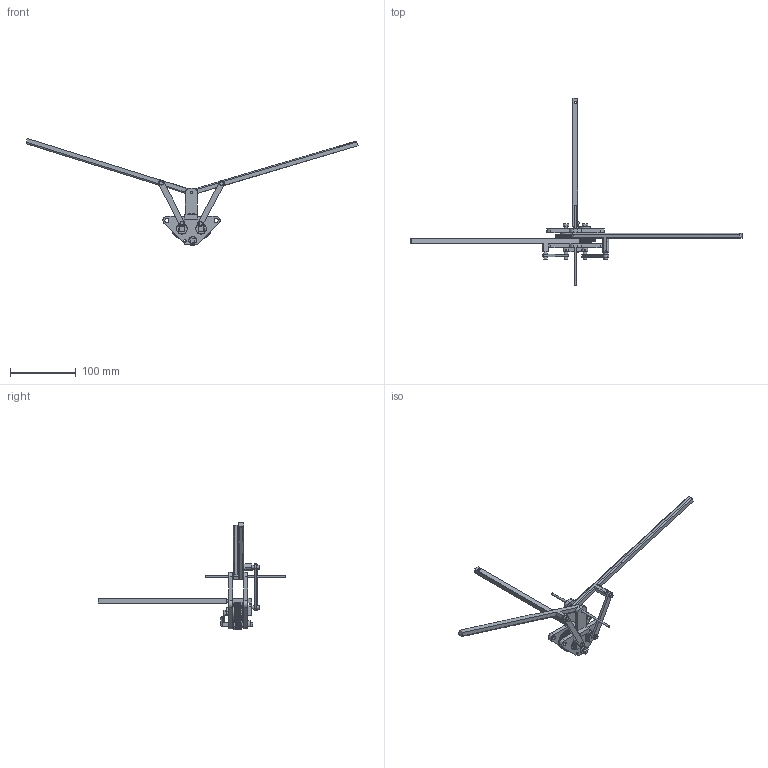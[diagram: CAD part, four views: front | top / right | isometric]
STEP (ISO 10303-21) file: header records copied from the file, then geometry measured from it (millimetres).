
FILE_DESCRIPTION(('FreeCAD Model'),'2;1');
FILE_NAME('Open CASCADE Shape Model','2025-04-25T13:55:14',('FreeCAD'),( 'FreeCAD'),'Open CASCADE STEP processor 7.6','FreeCAD','Unknown');
FILE_SCHEMA(('AUTOMOTIVE_DESIGN { 1 0 10303 214 1 1 1 1 }'));
Products named in the file (1): Open CASCADE STEP translator 7.6 1
Bounding box: 504.68 x 284.82 x 162.73 mm (x, y, z)
Volume: 114464.2 mm3; surface area: 67892.3 mm2
Topology: 16 solids, 16 shells, 997 faces, 2791 edges, 1854 vertices
Faces by surface type: bspline 997
Entity records: 46681 total; most frequent: CARTESIAN_POINT 31225, ORIENTED_EDGE 5582, EDGE_CURVE 2791, VERTEX_POINT 1854, B_SPLINE_CURVE_WITH_KNOTS 1623, FACE_BOUND 1077, EDGE_LOOP 1077, ADVANCED_FACE 997
